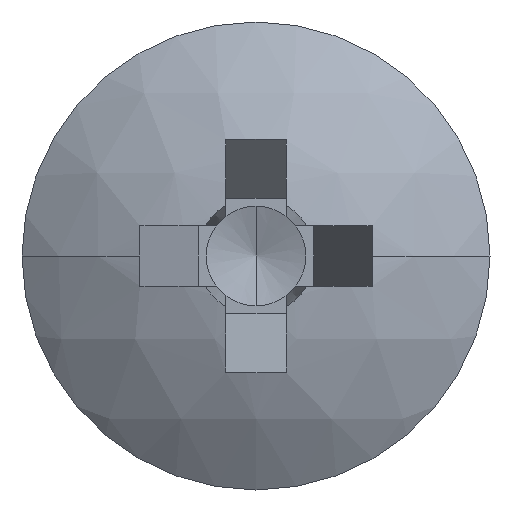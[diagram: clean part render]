
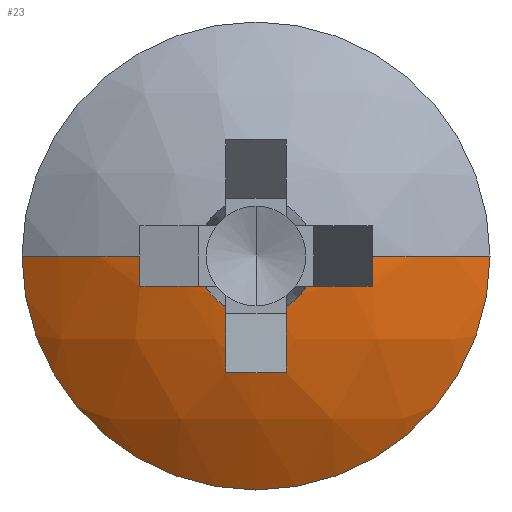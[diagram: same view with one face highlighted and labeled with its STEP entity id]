
A CAD part, left-side view. The second image highlights one B-rep face of the part: STEP entity #23.
In plain terms, the highlighted spherical face has radius 6.5 mm.
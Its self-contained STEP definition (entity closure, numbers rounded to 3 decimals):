
#1 = DIRECTION ( 'NONE',  ( 0.895, 0.446, 0. ) ) ;
#8 = DIRECTION ( 'NONE',  ( 1., 0., 0. ) ) ;
#23 = ADVANCED_FACE ( 'NONE', ( #686 ), #670, .T. ) ;
#28 = DIRECTION ( 'NONE',  ( 0.446, -0.895, 0. ) ) ;
#30 = AXIS2_PLACEMENT_3D ( 'NONE', #411, #862, #798 ) ;
#37 = CIRCLE ( 'NONE', #788, 1.009 ) ;
#56 = DIRECTION ( 'NONE',  ( 0., 0., 1. ) ) ;
#62 = VERTEX_POINT ( 'NONE', #931 ) ;
#66 = DIRECTION ( 'NONE',  ( 0., 0., -1. ) ) ;
#81 = EDGE_CURVE ( 'NONE', #857, #62, #37, .T. ) ;
#83 = CARTESIAN_POINT ( 'NONE',  ( 1.377, 0., 0. ) ) ;
#86 = VERTEX_POINT ( 'NONE', #250 ) ;
#90 = CIRCLE ( 'NONE', #729, 6.48 ) ;
#102 = VERTEX_POINT ( 'NONE', #635 ) ;
#118 = CARTESIAN_POINT ( 'NONE',  ( 0.079, 0.515, -0.868 ) ) ;
#119 = AXIS2_PLACEMENT_3D ( 'NONE', #376, #678, #56 ) ;
#126 = VERTEX_POINT ( 'NONE', #395 ) ;
#127 = ORIENTED_EDGE ( 'NONE', *, *, #778, .T. ) ;
#130 = EDGE_CURVE ( 'NONE', #908, #639, #377, .T. ) ;
#138 = AXIS2_PLACEMENT_3D ( 'NONE', #526, #441, #8 ) ;
#149 = AXIS2_PLACEMENT_3D ( 'NONE', #785, #642, #753 ) ;
#169 = CARTESIAN_POINT ( 'NONE',  ( 0.079, -0.515, -0.868 ) ) ;
#179 = DIRECTION ( 'NONE',  ( 0.446, 0.895, 0. ) ) ;
#199 = CARTESIAN_POINT ( 'NONE',  ( 6.5, 0., 0. ) ) ;
#209 = CARTESIAN_POINT ( 'NONE',  ( 0.079, 0., 0. ) ) ;
#215 = DIRECTION ( 'NONE',  ( 0., 0., -1. ) ) ;
#216 = EDGE_CURVE ( 'NONE', #972, #273, #424, .T. ) ;
#221 = DIRECTION ( 'NONE',  ( -0.895, 0.446, 0. ) ) ;
#235 = EDGE_CURVE ( 'NONE', #389, #273, #898, .T. ) ;
#247 = DIRECTION ( 'NONE',  ( 1., 0., 0. ) ) ;
#249 = CIRCLE ( 'NONE', #741, 4. ) ;
#250 = CARTESIAN_POINT ( 'NONE',  ( 1.377, -4., 0. ) ) ;
#255 = ORIENTED_EDGE ( 'NONE', *, *, #701, .F. ) ;
#273 = VERTEX_POINT ( 'NONE', #746 ) ;
#275 = CARTESIAN_POINT ( 'NONE',  ( 6.5, 0.515, 0. ) ) ;
#298 = CARTESIAN_POINT ( 'NONE',  ( 6.064, 0.874, 0. ) ) ;
#302 = EDGE_CURVE ( 'NONE', #532, #639, #405, .T. ) ;
#310 = EDGE_CURVE ( 'NONE', #126, #552, #522, .T. ) ;
#328 = CARTESIAN_POINT ( 'NONE',  ( 0.313, 1.994, 0. ) ) ;
#332 = VERTEX_POINT ( 'NONE', #915 ) ;
#351 = DIRECTION ( 'NONE',  ( 0., 0., -1. ) ) ;
#352 = CARTESIAN_POINT ( 'NONE',  ( 0.332, -0.515, -1.985 ) ) ;
#356 = ORIENTED_EDGE ( 'NONE', *, *, #216, .T. ) ;
#370 = CARTESIAN_POINT ( 'NONE',  ( 0.079, 0., 0. ) ) ;
#374 = EDGE_CURVE ( 'NONE', #972, #857, #698, .T. ) ;
#376 = CARTESIAN_POINT ( 'NONE',  ( 6.5, -0.515, 0. ) ) ;
#377 = CIRCLE ( 'NONE', #138, 6.5 ) ;
#389 = VERTEX_POINT ( 'NONE', #118 ) ;
#395 = CARTESIAN_POINT ( 'NONE',  ( 0.313, -1.994, 0. ) ) ;
#405 = CIRCLE ( 'NONE', #821, 6.426 ) ;
#411 = CARTESIAN_POINT ( 'NONE',  ( 6.5, 0., -0.515 ) ) ;
#418 = ORIENTED_EDGE ( 'NONE', *, *, #81, .F. ) ;
#419 = AXIS2_PLACEMENT_3D ( 'NONE', #298, #28, #1 ) ;
#424 = CIRCLE ( 'NONE', #149, 6.426 ) ;
#435 = ORIENTED_EDGE ( 'NONE', *, *, #978, .F. ) ;
#441 = DIRECTION ( 'NONE',  ( 0., 0., 1. ) ) ;
#454 = DIRECTION ( 'NONE',  ( 0., 0., -1. ) ) ;
#460 = DIRECTION ( 'NONE',  ( 0., 1., 0. ) ) ;
#461 = CARTESIAN_POINT ( 'NONE',  ( 0.332, 1.985, -0.515 ) ) ;
#476 = AXIS2_PLACEMENT_3D ( 'NONE', #275, #902, #454 ) ;
#479 = ORIENTED_EDGE ( 'NONE', *, *, #302, .T. ) ;
#484 = AXIS2_PLACEMENT_3D ( 'NONE', #370, #883, #215 ) ;
#491 = DIRECTION ( 'NONE',  ( 1., 0., 0. ) ) ;
#512 = AXIS2_PLACEMENT_3D ( 'NONE', #199, #66, #682 ) ;
#522 = CIRCLE ( 'NONE', #419, 6.426 ) ;
#524 = ORIENTED_EDGE ( 'NONE', *, *, #374, .F. ) ;
#526 = CARTESIAN_POINT ( 'NONE',  ( 6.5, 0., 0. ) ) ;
#532 = VERTEX_POINT ( 'NONE', #461 ) ;
#552 = VERTEX_POINT ( 'NONE', #766 ) ;
#553 = CIRCLE ( 'NONE', #927, 4. ) ;
#554 = DIRECTION ( 'NONE',  ( 1., 0., 0. ) ) ;
#555 = EDGE_CURVE ( 'NONE', #102, #389, #940, .T. ) ;
#574 = CARTESIAN_POINT ( 'NONE',  ( 1.377, 0., 0. ) ) ;
#580 = CARTESIAN_POINT ( 'NONE',  ( 6.064, -0.874, 0. ) ) ;
#630 = AXIS2_PLACEMENT_3D ( 'NONE', #866, #351, #460 ) ;
#632 = ORIENTED_EDGE ( 'NONE', *, *, #860, .F. ) ;
#635 = CARTESIAN_POINT ( 'NONE',  ( 0.079, 0.868, -0.515 ) ) ;
#637 = ORIENTED_EDGE ( 'NONE', *, *, #235, .F. ) ;
#639 = VERTEX_POINT ( 'NONE', #328 ) ;
#642 = DIRECTION ( 'NONE',  ( 0.446, 0., -0.895 ) ) ;
#650 = DIRECTION ( 'NONE',  ( -1., 0., 0. ) ) ;
#670 = SPHERICAL_SURFACE ( 'NONE', #630, 6.5 ) ;
#671 = ORIENTED_EDGE ( 'NONE', *, *, #130, .F. ) ;
#672 = CIRCLE ( 'NONE', #512, 6.5 ) ;
#677 = EDGE_LOOP ( 'NONE', ( #255, #127, #949, #435, #418, #524, #356, #637, #679, #803, #479, #671, #632 ) ) ;
#678 = DIRECTION ( 'NONE',  ( 0., 1., 0. ) ) ;
#679 = ORIENTED_EDGE ( 'NONE', *, *, #555, .F. ) ;
#682 = DIRECTION ( 'NONE',  ( 0., 1., 0. ) ) ;
#686 = FACE_OUTER_BOUND ( 'NONE', #677, .T. ) ;
#692 = CIRCLE ( 'NONE', #30, 6.48 ) ;
#698 = CIRCLE ( 'NONE', #119, 6.48 ) ;
#701 = EDGE_CURVE ( 'NONE', #86, #332, #249, .T. ) ;
#710 = DIRECTION ( 'NONE',  ( 0., 0., -1. ) ) ;
#722 = CARTESIAN_POINT ( 'NONE',  ( 1.377, 4., 0. ) ) ;
#729 = AXIS2_PLACEMENT_3D ( 'NONE', #914, #936, #554 ) ;
#741 = AXIS2_PLACEMENT_3D ( 'NONE', #83, #247, #929 ) ;
#746 = CARTESIAN_POINT ( 'NONE',  ( 0.332, 0.515, -1.985 ) ) ;
#753 = DIRECTION ( 'NONE',  ( -0.895, 0., -0.446 ) ) ;
#761 = DIRECTION ( 'NONE',  ( 0., 0., -1. ) ) ;
#766 = CARTESIAN_POINT ( 'NONE',  ( 0.332, -1.985, -0.515 ) ) ;
#778 = EDGE_CURVE ( 'NONE', #86, #126, #672, .T. ) ;
#785 = CARTESIAN_POINT ( 'NONE',  ( 6.064, 0., 0.874 ) ) ;
#788 = AXIS2_PLACEMENT_3D ( 'NONE', #209, #650, #710 ) ;
#798 = DIRECTION ( 'NONE',  ( 1., 0., 0. ) ) ;
#803 = ORIENTED_EDGE ( 'NONE', *, *, #969, .F. ) ;
#821 = AXIS2_PLACEMENT_3D ( 'NONE', #580, #179, #221 ) ;
#857 = VERTEX_POINT ( 'NONE', #169 ) ;
#860 = EDGE_CURVE ( 'NONE', #332, #908, #553, .T. ) ;
#862 = DIRECTION ( 'NONE',  ( 0., 0., 1. ) ) ;
#866 = CARTESIAN_POINT ( 'NONE',  ( 6.5, 0., 0. ) ) ;
#883 = DIRECTION ( 'NONE',  ( -1., 0., 0. ) ) ;
#898 = CIRCLE ( 'NONE', #476, 6.48 ) ;
#902 = DIRECTION ( 'NONE',  ( 0., -1., 0. ) ) ;
#908 = VERTEX_POINT ( 'NONE', #722 ) ;
#914 = CARTESIAN_POINT ( 'NONE',  ( 6.5, 0., -0.515 ) ) ;
#915 = CARTESIAN_POINT ( 'NONE',  ( 1.377, 0., -4. ) ) ;
#927 = AXIS2_PLACEMENT_3D ( 'NONE', #574, #491, #761 ) ;
#929 = DIRECTION ( 'NONE',  ( 0., 0., -1. ) ) ;
#931 = CARTESIAN_POINT ( 'NONE',  ( 0.079, -0.868, -0.515 ) ) ;
#936 = DIRECTION ( 'NONE',  ( 0., 0., 1. ) ) ;
#940 = CIRCLE ( 'NONE', #484, 1.009 ) ;
#949 = ORIENTED_EDGE ( 'NONE', *, *, #310, .T. ) ;
#969 = EDGE_CURVE ( 'NONE', #532, #102, #692, .T. ) ;
#972 = VERTEX_POINT ( 'NONE', #352 ) ;
#978 = EDGE_CURVE ( 'NONE', #62, #552, #90, .T. ) ;
